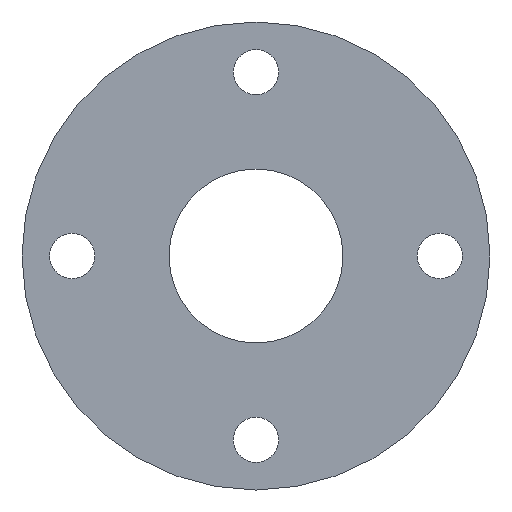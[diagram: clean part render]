
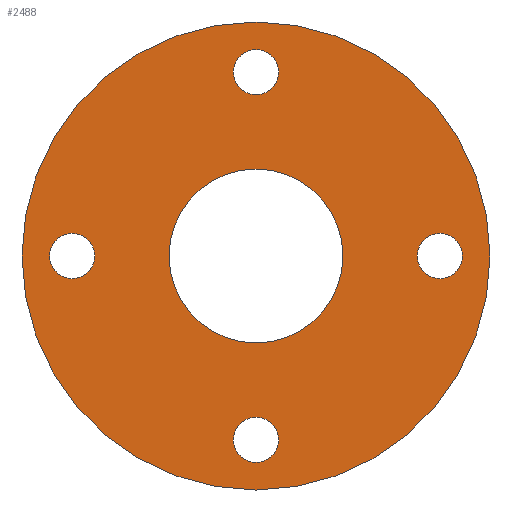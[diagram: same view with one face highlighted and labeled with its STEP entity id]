
A CAD part, left-side view. The second image highlights one B-rep face of the part: STEP entity #2488.
In plain terms, the highlighted face is planar.
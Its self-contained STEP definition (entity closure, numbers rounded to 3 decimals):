
#118=FACE_BOUND('',#310,.T.);
#119=FACE_BOUND('',#311,.T.);
#120=FACE_BOUND('',#312,.T.);
#121=FACE_BOUND('',#313,.T.);
#122=FACE_BOUND('',#314,.T.);
#132=PLANE('',#2646);
#171=FACE_OUTER_BOUND('',#309,.T.);
#309=EDGE_LOOP('',(#1641));
#310=EDGE_LOOP('',(#1642));
#311=EDGE_LOOP('',(#1643));
#312=EDGE_LOOP('',(#1644));
#313=EDGE_LOOP('',(#1645));
#314=EDGE_LOOP('',(#1646));
#839=CIRCLE('',#2645,1.35);
#840=CIRCLE('',#2647,14.);
#841=CIRCLE('',#2648,1.35);
#842=CIRCLE('',#2649,5.2);
#843=CIRCLE('',#2650,1.35);
#844=CIRCLE('',#2651,1.35);
#981=VERTEX_POINT('',#3607);
#982=VERTEX_POINT('',#3611);
#983=VERTEX_POINT('',#3613);
#984=VERTEX_POINT('',#3615);
#985=VERTEX_POINT('',#3617);
#986=VERTEX_POINT('',#3619);
#1244=EDGE_CURVE('',#981,#981,#839,.T.);
#1245=EDGE_CURVE('',#982,#982,#840,.T.);
#1246=EDGE_CURVE('',#983,#983,#841,.T.);
#1247=EDGE_CURVE('',#984,#984,#842,.T.);
#1248=EDGE_CURVE('',#985,#985,#843,.T.);
#1249=EDGE_CURVE('',#986,#986,#844,.T.);
#1641=ORIENTED_EDGE('',*,*,#1245,.F.);
#1642=ORIENTED_EDGE('',*,*,#1246,.F.);
#1643=ORIENTED_EDGE('',*,*,#1247,.T.);
#1644=ORIENTED_EDGE('',*,*,#1248,.T.);
#1645=ORIENTED_EDGE('',*,*,#1249,.F.);
#1646=ORIENTED_EDGE('',*,*,#1244,.F.);
#2488=ADVANCED_FACE('',(#171,#118,#119,#120,#121,#122),#132,.F.);
#2645=AXIS2_PLACEMENT_3D('',#3609,#2913,#2914);
#2646=AXIS2_PLACEMENT_3D('',#3610,#2915,#2916);
#2647=AXIS2_PLACEMENT_3D('',#3612,#2917,#2918);
#2648=AXIS2_PLACEMENT_3D('',#3614,#2919,#2920);
#2649=AXIS2_PLACEMENT_3D('',#3616,#2921,#2922);
#2650=AXIS2_PLACEMENT_3D('',#3618,#2923,#2924);
#2651=AXIS2_PLACEMENT_3D('',#3620,#2925,#2926);
#2913=DIRECTION('center_axis',(0.,0.,
-1.));
#2914=DIRECTION('ref_axis',(0.,1.,0.));
#2915=DIRECTION('center_axis',(0.,0.,
1.));
#2916=DIRECTION('ref_axis',(1.,0.,0.));
#2917=DIRECTION('center_axis',(0.,0.,
1.));
#2918=DIRECTION('ref_axis',(-1.,0.,0.));
#2919=DIRECTION('center_axis',(0.,0.,
-1.));
#2920=DIRECTION('ref_axis',(1.,0.,0.));
#2921=DIRECTION('center_axis',(0.,0.,
1.));
#2922=DIRECTION('ref_axis',(1.,0.,0.));
#2923=DIRECTION('center_axis',(0.,0.,
1.));
#2924=DIRECTION('ref_axis',(-1.,0.,0.));
#2925=DIRECTION('center_axis',(0.,0.,
-1.));
#2926=DIRECTION('ref_axis',(0.,-1.,0.));
#3607=CARTESIAN_POINT('',(0.,-12.35,-6.));
#3609=CARTESIAN_POINT('Origin',(0.,-11.,-6.));
#3610=CARTESIAN_POINT('Origin',(0.055,0.,
-6.));
#3611=CARTESIAN_POINT('',(14.,0.,-6.));
#3612=CARTESIAN_POINT('Origin',(0.,0.,
-6.));
#3613=CARTESIAN_POINT('',(-12.35,0.,-6.));
#3614=CARTESIAN_POINT('Origin',(-11.,0.,-6.));
#3615=CARTESIAN_POINT('',(-5.2,0.,-6.));
#3616=CARTESIAN_POINT('Origin',(0.,0.,
-6.));
#3617=CARTESIAN_POINT('',(12.35,0.,-6.));
#3618=CARTESIAN_POINT('Origin',(11.,0.,-6.));
#3619=CARTESIAN_POINT('',(0.,12.35,-6.));
#3620=CARTESIAN_POINT('Origin',(0.,11.,-6.));
